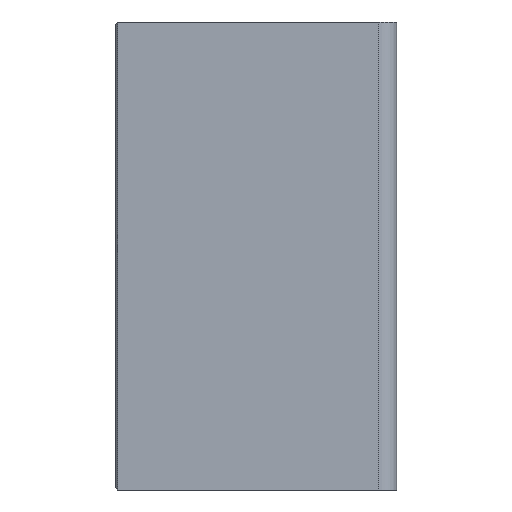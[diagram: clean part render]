
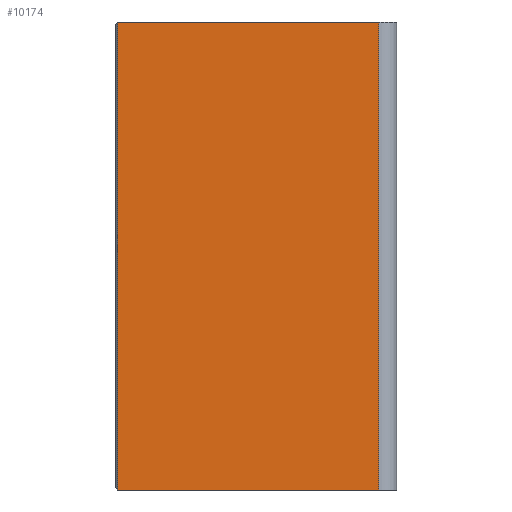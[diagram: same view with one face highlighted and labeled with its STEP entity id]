
A CAD part, left-side view. The second image highlights one B-rep face of the part: STEP entity #10174.
In plain terms, the highlighted planar face has unit normal (-1, 0, 0).
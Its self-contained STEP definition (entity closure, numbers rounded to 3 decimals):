
#448 = DIRECTION ( 'NONE',  ( 0., 0., -1. ) ) ;
#616 = EDGE_CURVE ( 'NONE', #12029, #1430, #9466, .T. ) ;
#692 = ORIENTED_EDGE ( 'NONE', *, *, #8788, .F. ) ;
#767 = CARTESIAN_POINT ( 'NONE',  ( -17.098, 1.5, 39.4 ) ) ;
#1018 = ORIENTED_EDGE ( 'NONE', *, *, #5797, .T. ) ;
#1430 = VERTEX_POINT ( 'NONE', #767 ) ;
#1482 = VERTEX_POINT ( 'NONE', #8316 ) ;
#2189 = LINE ( 'NONE', #8334, #12251 ) ;
#2400 = LINE ( 'NONE', #11633, #12210 ) ;
#2924 = LINE ( 'NONE', #5021, #6225 ) ;
#3374 = DIRECTION ( 'NONE',  ( 0., -1., 0. ) ) ;
#3726 = ORIENTED_EDGE ( 'NONE', *, *, #12240, .T. ) ;
#3963 = AXIS2_PLACEMENT_3D ( 'NONE', #5566, #8543, #12553 ) ;
#4152 = CARTESIAN_POINT ( 'NONE',  ( -17.098, 23.5, 0. ) ) ;
#5021 = CARTESIAN_POINT ( 'NONE',  ( -17.098, 1.5, 39.4 ) ) ;
#5566 = CARTESIAN_POINT ( 'NONE',  ( -17.098, 1.5, 39.4 ) ) ;
#5797 = EDGE_CURVE ( 'NONE', #7834, #1482, #2189, .T. ) ;
#5942 = DIRECTION ( 'NONE',  ( 0., 0., -1. ) ) ;
#6211 = CARTESIAN_POINT ( 'NONE',  ( -17.098, 1.5, 39.4 ) ) ;
#6225 = VECTOR ( 'NONE', #5942, 1000. ) ;
#7722 = ORIENTED_EDGE ( 'NONE', *, *, #616, .F. ) ;
#7834 = VERTEX_POINT ( 'NONE', #4152 ) ;
#7947 = CARTESIAN_POINT ( 'NONE',  ( -17.098, 23.5, 39.4 ) ) ;
#8316 = CARTESIAN_POINT ( 'NONE',  ( -17.098, 1.5, 0. ) ) ;
#8334 = CARTESIAN_POINT ( 'NONE',  ( -17.098, 1.5, 0. ) ) ;
#8338 = DIRECTION ( 'NONE',  ( 0., -1., 0. ) ) ;
#8511 = VECTOR ( 'NONE', #8338, 1000. ) ;
#8543 = DIRECTION ( 'NONE',  ( 1., 0., 0. ) ) ;
#8788 = EDGE_CURVE ( 'NONE', #1430, #1482, #2924, .T. ) ;
#9466 = LINE ( 'NONE', #6211, #8511 ) ;
#10174 = ADVANCED_FACE ( 'NONE', ( #12814 ), #11504, .F. ) ;
#11504 = PLANE ( 'NONE',  #3963 ) ;
#11633 = CARTESIAN_POINT ( 'NONE',  ( -17.098, 23.5, 39.4 ) ) ;
#12029 = VERTEX_POINT ( 'NONE', #7947 ) ;
#12210 = VECTOR ( 'NONE', #448, 1000. ) ;
#12240 = EDGE_CURVE ( 'NONE', #12029, #7834, #2400, .T. ) ;
#12251 = VECTOR ( 'NONE', #3374, 1000. ) ;
#12553 = DIRECTION ( 'NONE',  ( 0., 1., 0. ) ) ;
#12814 = FACE_OUTER_BOUND ( 'NONE', #12915, .T. ) ;
#12915 = EDGE_LOOP ( 'NONE', ( #7722, #3726, #1018, #692 ) ) ;
